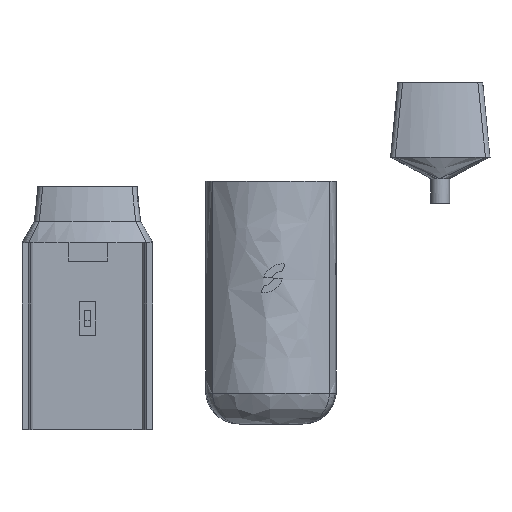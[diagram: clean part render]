
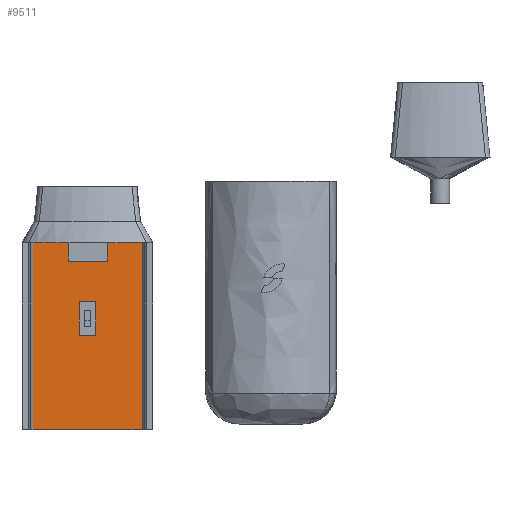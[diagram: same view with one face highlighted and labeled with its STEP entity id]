
A CAD part, left-side view. The second image highlights one B-rep face of the part: STEP entity #9511.
In plain terms, the highlighted planar face has unit normal (-1, 0, 0).
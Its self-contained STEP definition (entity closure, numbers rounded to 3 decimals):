
#9438=CARTESIAN_POINT('',(3.963,52.7,-28.99));
#9439=DIRECTION('',(1.,-0.,0.));
#9440=DIRECTION('',(0.,1.,0.));
#9441=AXIS2_PLACEMENT_3D('',#9438,#9439,#9440);
#9442=PLANE('',#9441);
#9443=CARTESIAN_POINT('',(3.963,52.7,-13.99));
#9444=VERTEX_POINT('',#9443);
#9445=CARTESIAN_POINT('',(3.963,52.7,36.01));
#9446=VERTEX_POINT('',#9445);
#9447=CARTESIAN_POINT('',(3.963,52.7,-13.99));
#9448=DIRECTION('',(0.,0.,1.));
#9449=VECTOR('',#9448,50.);
#9450=LINE('',#9447,#9449);
#9451=EDGE_CURVE('',#9444,#9446,#9450,.T.);
#9452=ORIENTED_EDGE('',*,*,#9451,.T.);
#9453=CARTESIAN_POINT('',(3.963,81.9,36.01));
#9454=VERTEX_POINT('',#9453);
#9455=CARTESIAN_POINT('',(3.963,52.7,36.01));
#9456=DIRECTION('',(0.,1.,0.));
#9457=VECTOR('',#9456,29.2);
#9458=LINE('',#9455,#9457);
#9459=EDGE_CURVE('',#9446,#9454,#9458,.T.);
#9460=ORIENTED_EDGE('',*,*,#9459,.T.);
#9461=CARTESIAN_POINT('',(3.963,81.9,-13.99));
#9462=VERTEX_POINT('',#9461);
#9463=CARTESIAN_POINT('',(3.963,81.9,-13.99));
#9464=DIRECTION('',(0.,0.,1.));
#9465=VECTOR('',#9464,50.);
#9466=LINE('',#9463,#9465);
#9467=EDGE_CURVE('',#9462,#9454,#9466,.T.);
#9468=ORIENTED_EDGE('',*,*,#9467,.F.);
#9469=CARTESIAN_POINT('',(3.963,81.9,-13.99));
#9470=DIRECTION('',(-0.,-1.,0.));
#9471=VECTOR('',#9470,29.2);
#9472=LINE('',#9469,#9471);
#9473=EDGE_CURVE('',#9462,#9444,#9472,.T.);
#9474=ORIENTED_EDGE('',*,*,#9473,.T.);
#9475=EDGE_LOOP('',(#9452,#9460,#9468,#9474));
#9476=FACE_BOUND('',#9475,.T.);
#9477=CARTESIAN_POINT('',(3.963,65.018,11.219));
#9478=VERTEX_POINT('',#9477);
#9479=CARTESIAN_POINT('',(3.963,65.018,20.272));
#9480=VERTEX_POINT('',#9479);
#9481=CARTESIAN_POINT('',(3.963,65.018,11.219));
#9482=DIRECTION('',(0.,0.,1.));
#9483=VECTOR('',#9482,9.054);
#9484=LINE('',#9481,#9483);
#9485=EDGE_CURVE('',#9478,#9480,#9484,.T.);
#9486=ORIENTED_EDGE('',*,*,#9485,.F.);
#9487=CARTESIAN_POINT('',(3.963,69.518,11.219));
#9488=VERTEX_POINT('',#9487);
#9489=CARTESIAN_POINT('',(3.963,69.518,11.219));
#9490=DIRECTION('',(-0.,-1.,0.));
#9491=VECTOR('',#9490,4.5);
#9492=LINE('',#9489,#9491);
#9493=EDGE_CURVE('',#9488,#9478,#9492,.T.);
#9494=ORIENTED_EDGE('',*,*,#9493,.F.);
#9495=CARTESIAN_POINT('',(3.963,69.518,20.272));
#9496=VERTEX_POINT('',#9495);
#9497=CARTESIAN_POINT('',(3.963,69.518,20.272));
#9498=DIRECTION('',(0.,0.,-1.));
#9499=VECTOR('',#9498,9.054);
#9500=LINE('',#9497,#9499);
#9501=EDGE_CURVE('',#9496,#9488,#9500,.T.);
#9502=ORIENTED_EDGE('',*,*,#9501,.F.);
#9503=CARTESIAN_POINT('',(3.963,65.018,20.272));
#9504=DIRECTION('',(0.,1.,0.));
#9505=VECTOR('',#9504,4.5);
#9506=LINE('',#9503,#9505);
#9507=EDGE_CURVE('',#9480,#9496,#9506,.T.);
#9508=ORIENTED_EDGE('',*,*,#9507,.F.);
#9509=EDGE_LOOP('',(#9486,#9494,#9502,#9508));
#9510=FACE_BOUND('',#9509,.T.);
#9511=ADVANCED_FACE('',(#9476,#9510),#9442,.F.);
